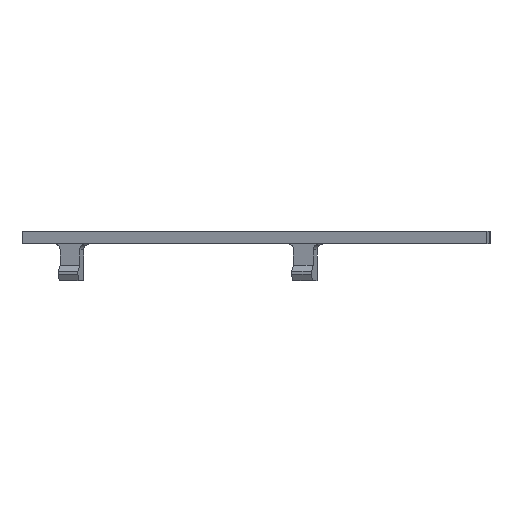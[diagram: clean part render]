
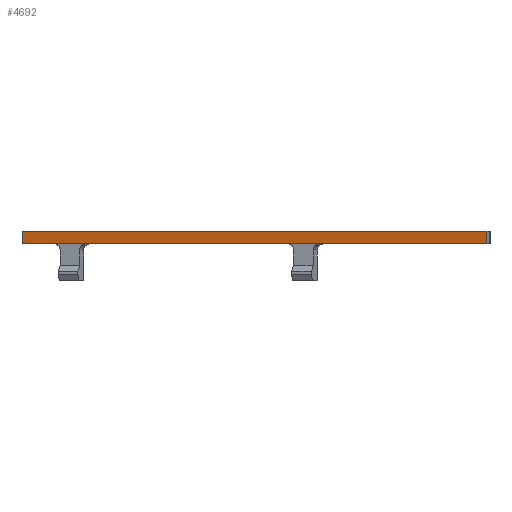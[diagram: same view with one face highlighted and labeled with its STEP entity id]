
A CAD part, front view. The second image highlights one B-rep face of the part: STEP entity #4692.
In plain terms, the highlighted planar face has unit normal (-0.309, -0.951, 0).
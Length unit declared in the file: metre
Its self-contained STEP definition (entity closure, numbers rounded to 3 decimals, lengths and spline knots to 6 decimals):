
#582=ORIENTED_EDGE('',*,*,#1656,.T.);
#583=ORIENTED_EDGE('',*,*,#1963,.T.);
#584=ORIENTED_EDGE('',*,*,#1863,.F.);
#585=ORIENTED_EDGE('',*,*,#1962,.T.);
#1656=EDGE_CURVE('',#2354,#2353,#2794,.T.);
#1863=EDGE_CURVE('',#2560,#2561,#2969,.T.);
#1962=EDGE_CURVE('',#2560,#2354,#3050,.T.);
#1963=EDGE_CURVE('',#2353,#2561,#3051,.T.);
#2353=VERTEX_POINT('',#6780);
#2354=VERTEX_POINT('',#6782);
#2560=VERTEX_POINT('',#7687);
#2561=VERTEX_POINT('',#7689);
#2794=LINE('',#6781,#3404);
#2969=LINE('',#7688,#3579);
#3050=LINE('',#8101,#3660);
#3051=LINE('',#8103,#3661);
#3404=VECTOR('',#5287,1.);
#3579=VECTOR('',#5472,1.);
#3660=VECTOR('',#5577,1.);
#3661=VECTOR('',#5580,1.);
#3970=EDGE_LOOP('',(#582,#583,#584,#585));
#4255=FACE_BOUND('',#3970,.T.);
#4495=PLANE('',#4960);
#4692=ADVANCED_FACE('',(#4255),#4495,.F.);
#4960=AXIS2_PLACEMENT_3D('',#8102,#5578,#5579);
#5287=DIRECTION('',(0.951,-0.309,0.));
#5472=DIRECTION('',(0.951,-0.309,0.));
#5577=DIRECTION('',(0.,0.,-1.));
#5578=DIRECTION('',(0.309,0.951,0.));
#5579=DIRECTION('',(-0.951,0.309,0.));
#5580=DIRECTION('',(0.,0.,1.));
#6780=CARTESIAN_POINT('',(-0.022261,-0.039031,0.));
#6781=CARTESIAN_POINT('',(-0.095927,-0.015096,0.));
#6782=CARTESIAN_POINT('',(-0.098,-0.014422,0.));
#7687=CARTESIAN_POINT('',(-0.098,-0.014422,0.002));
#7688=CARTESIAN_POINT('',(-0.095927,-0.015096,0.002));
#7689=CARTESIAN_POINT('',(-0.022261,-0.039031,0.002));
#8101=CARTESIAN_POINT('',(-0.098,-0.014422,0.002));
#8102=CARTESIAN_POINT('',(-0.095927,-0.015096,0.002));
#8103=CARTESIAN_POINT('',(-0.022261,-0.039031,0.));
